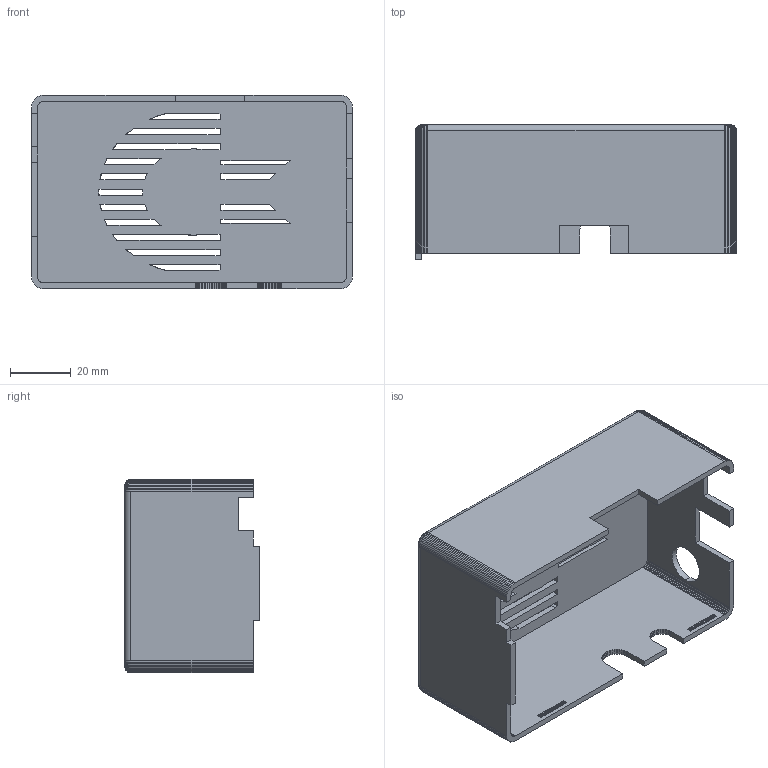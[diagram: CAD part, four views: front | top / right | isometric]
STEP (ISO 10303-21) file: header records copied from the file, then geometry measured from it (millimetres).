
FILE_DESCRIPTION (( 'STEP AP214' ), '1' );
FILE_NAME ('TopCoverWithVents_Rev_A.STEP', '2016-05-06T21:25:34', ( 'Aron' ), ( '' ), 'SwSTEP 2.0', 'SolidWorks 2016', '' );
FILE_SCHEMA (( 'AUTOMOTIVE_DESIGN' ));
Length unit declared in the file: millimetre
Products named in the file (1): TopCoverWithVents_Rev_A
Bounding box: 106 x 44.4 x 64 mm (x, y, z)
Volume: 45708.1 mm3; surface area: 39011.3 mm2
Topology: 1 solids, 1 shells, 376 faces, 1058 edges, 676 vertices
Faces by surface type: plane 294, cylinder 54, bspline 28
Entity records: 12046 total; most frequent: CARTESIAN_POINT 2685, ORIENTED_EDGE 2116, DIRECTION 1634, EDGE_CURVE 1058, LINE 928, VECTOR 928, VERTEX_POINT 676, EDGE_LOOP 400
